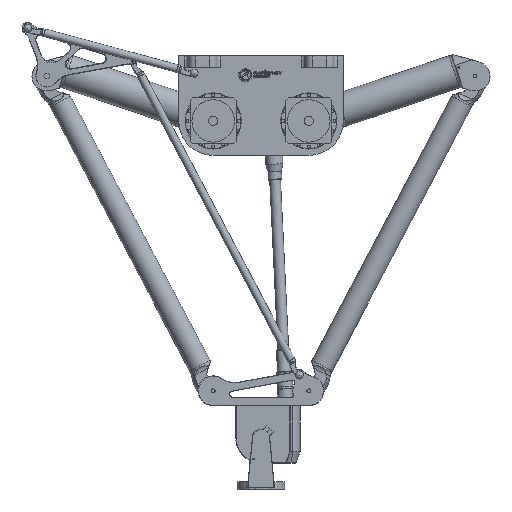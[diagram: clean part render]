
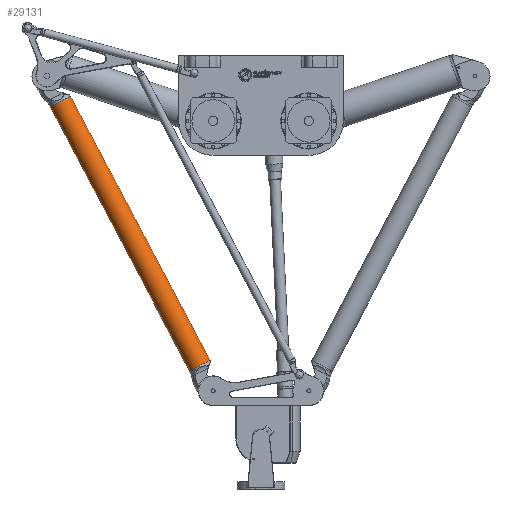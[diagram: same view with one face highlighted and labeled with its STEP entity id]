
A CAD part, left-side view. The second image highlights one B-rep face of the part: STEP entity #29131.
In plain terms, the highlighted cylindrical face has radius 30 mm (diameter 60 mm), a full revolution.
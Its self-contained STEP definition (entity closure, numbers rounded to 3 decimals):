
#1023=FACE_BOUND('',#7311,.T.);
#2785=CIRCLE('',#31967,30.);
#2792=CIRCLE('',#31979,30.);
#3847=CYLINDRICAL_SURFACE('',#31980,30.);
#5031=FACE_OUTER_BOUND('',#7310,.T.);
#7310=EDGE_LOOP('',(#23435));
#7311=EDGE_LOOP('',(#23436));
#14338=VERTEX_POINT('',#51581);
#14345=VERTEX_POINT('',#51600);
#17567=EDGE_CURVE('',#14338,#14338,#2785,.T.);
#17574=EDGE_CURVE('',#14345,#14345,#2792,.T.);
#23435=ORIENTED_EDGE('',*,*,#17574,.T.);
#23436=ORIENTED_EDGE('',*,*,#17567,.T.);
#29131=ADVANCED_FACE('',(#5031,#1023),#3847,.T.);
#31967=AXIS2_PLACEMENT_3D('',#51582,#38182,#38183);
#31979=AXIS2_PLACEMENT_3D('',#51601,#38206,#38207);
#31980=AXIS2_PLACEMENT_3D('',#51602,#38208,#38209);
#38182=DIRECTION('center_axis',(1.,0.,0.));
#38183=DIRECTION('ref_axis',(0.,0.,1.));
#38206=DIRECTION('center_axis',(-1.,0.,0.));
#38207=DIRECTION('ref_axis',(0.,0.,1.));
#38208=DIRECTION('center_axis',(-1.,0.,0.));
#38209=DIRECTION('ref_axis',(0.,0.,1.));
#51581=CARTESIAN_POINT('',(-719.9,0.,-30.));
#51582=CARTESIAN_POINT('Origin',(-719.9,0.,0.));
#51600=CARTESIAN_POINT('',(60.9,0.,-30.));
#51601=CARTESIAN_POINT('Origin',(60.9,0.,0.));
#51602=CARTESIAN_POINT('Origin',(65.,0.,0.));
